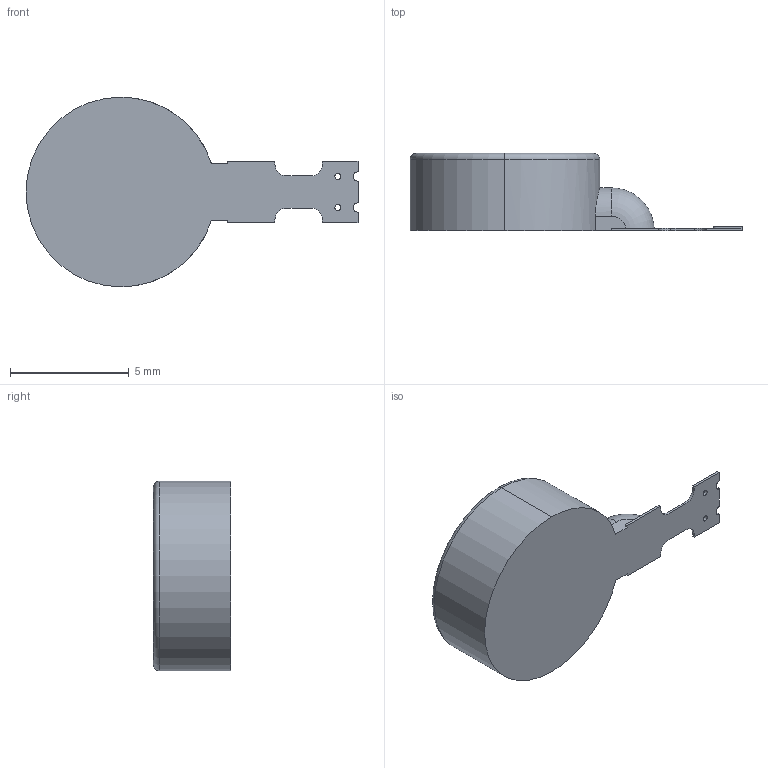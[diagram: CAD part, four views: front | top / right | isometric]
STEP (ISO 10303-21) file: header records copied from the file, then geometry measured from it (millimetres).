
FILE_DESCRIPTION (( 'STEP AP214' ), '1' );
FILE_NAME ('VG0832014L.STEP', '2023-09-12T23:34:02', ( '' ), ( '' ), 'SwSTEP 2.0', 'SolidWorks 2018', '' );
FILE_SCHEMA (( 'AUTOMOTIVE_DESIGN' ));
Length unit declared in the file: millimetre
Products named in the file (1): VG0832014L
Bounding box: 14 x 3.25 x 8 mm (x, y, z)
Volume: 170.6 mm3; surface area: 210.4 mm2
Topology: 1 solids, 1 shells, 50 faces, 141 edges, 93 vertices
Faces by surface type: plane 28, cylinder 18, torus 4
Entity records: 1976 total; most frequent: CARTESIAN_POINT 351, ORIENTED_EDGE 282, DIRECTION 281, EDGE_CURVE 141, LINE 95, VECTOR 95, VERTEX_POINT 93, AXIS2_PLACEMENT_3D 93
